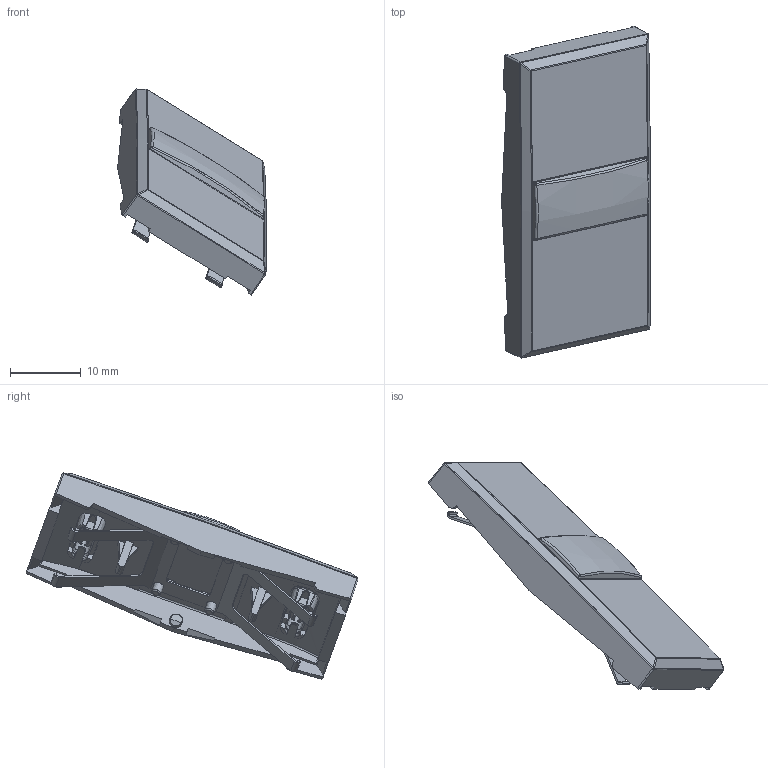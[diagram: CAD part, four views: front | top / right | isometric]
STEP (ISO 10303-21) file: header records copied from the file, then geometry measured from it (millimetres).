
FILE_DESCRIPTION(('CATIA V5 STEP Exchange'),'2;1');
FILE_NAME('442ELA02.stp','2024-03-08T10:23:10+00:00',('none'),('none'),'CATIA Version 5-6 Release 2016 SP6','CATIA V5 STEP AP203','none');
FILE_SCHEMA(('CONFIG_CONTROL_DESIGN'));
Length unit declared in the file: millimetre
Products named in the file (1): 442ELA02
Assembly tree (4 placements, depth 2):
  442ELA02
    #57
    #16564
    #20296
    #22369
Bounding box: 21.09 x 47.03 x 29.19 mm (x, y, z)
Volume: 2495.3 mm3; surface area: 4152.8 mm2
Topology: 3 solids, 3 shells, 629 faces, 1769 edges, 1134 vertices
Faces by surface type: plane 313, cylinder 139, cone 64, torus 48, bspline 42, sphere 22, revolution 1
Entity records: 22394 total; most frequent: CARTESIAN_POINT 8148, ORIENTED_EDGE 3486, DIRECTION 2028, EDGE_CURVE 1743, VERTEX_POINT 1130, VECTOR 817, LINE 817, AXIS2_PLACEMENT_3D 757
